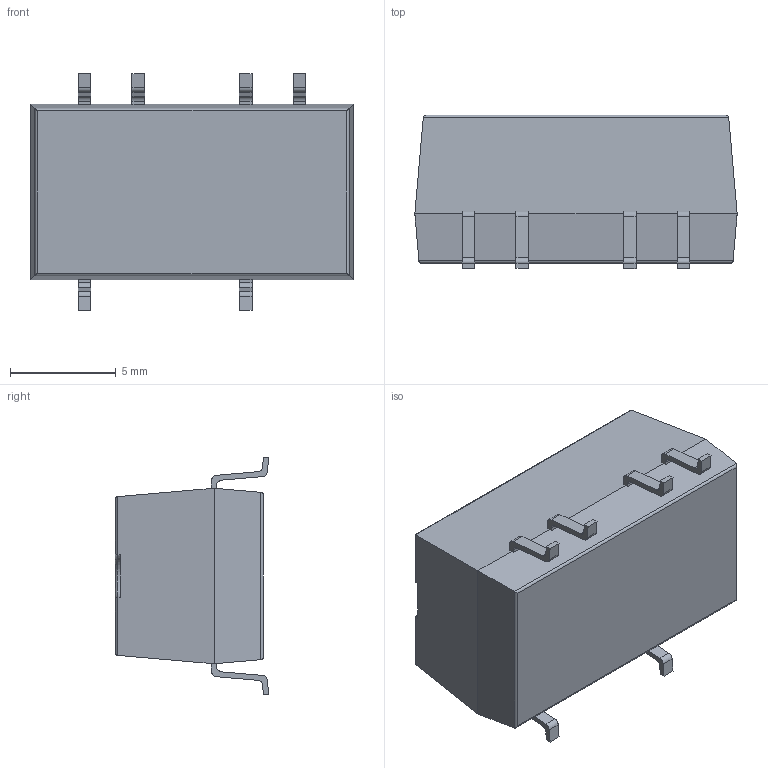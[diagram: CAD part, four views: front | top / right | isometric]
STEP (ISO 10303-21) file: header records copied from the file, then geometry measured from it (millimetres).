
FILE_DESCRIPTION(/* description */ (''),/* implementation_level */ '2;1');
FILE_NAME(/* name */ 'PDS1-S5-D5-M.stp',/* time_stamp */ '2020-07-03T17:02:26+02:00',/* author */ ('sawaiz'),/* organization */ (''),/* preprocessor_version */ 'ST-DEVELOPER v18.1',/* originating_system */ 'Autodesk Inventor 2020',/* authorisation */ '');
FILE_SCHEMA (('AUTOMOTIVE_DESIGN { 1 0 10303 214 3 1 1 }'));
Length unit declared in the file: millimetre
Products named in the file (1): PDS1-S5-D5-M
Bounding box: 15.24 x 7.25 x 11.2 mm (x, y, z)
Volume: 832.5 mm3; surface area: 582.3 mm2
Topology: 7 solids, 7 shells, 120 faces, 302 edges, 198 vertices
Faces by surface type: plane 81, cylinder 38, torus 1
Full cylindrical faces by diameter (mm): 1 x2
Entity records: 3623 total; most frequent: CARTESIAN_POINT 621, DIRECTION 617, ORIENTED_EDGE 604, EDGE_CURVE 302, LINE 229, VECTOR 229, VERTEX_POINT 198, AXIS2_PLACEMENT_3D 194
